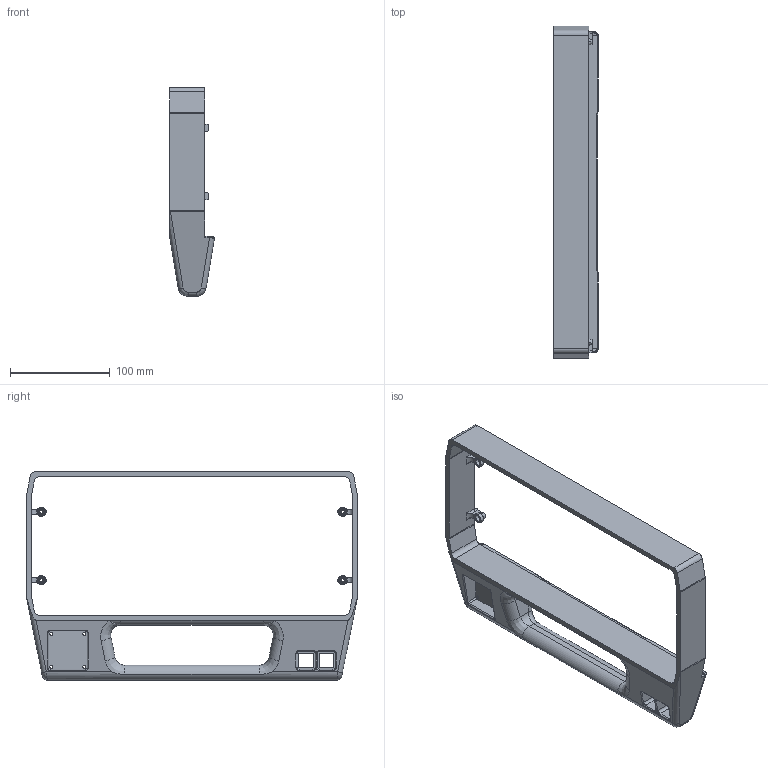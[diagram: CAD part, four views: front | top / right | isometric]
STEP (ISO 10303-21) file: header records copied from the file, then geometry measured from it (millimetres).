
FILE_DESCRIPTION (( 'STEP AP214' ), '1' );
FILE_NAME ('main_body.STEP', '2026-03-16T14:01:34', ( '' ), ( '' ), 'SwSTEP 2.0', 'SolidWorks 2026', '' );
FILE_SCHEMA (( 'AUTOMOTIVE_DESIGN' ));
Length unit declared in the file: millimetre
Products named in the file (1): main_body
Bounding box: 44.94 x 332 x 208.5 mm (x, y, z)
Volume: 497149.9 mm3; surface area: 120943.1 mm2
Topology: 1 solids, 1 shells, 332 faces, 846 edges, 520 vertices
Faces by surface type: cylinder 155, plane 89, bspline 52, cone 36
Entity records: 11798 total; most frequent: CARTESIAN_POINT 4084, ORIENTED_EDGE 1688, DIRECTION 1560, EDGE_CURVE 844, AXIS2_PLACEMENT_3D 581, VERTEX_POINT 520, VECTOR 398, LINE 398
